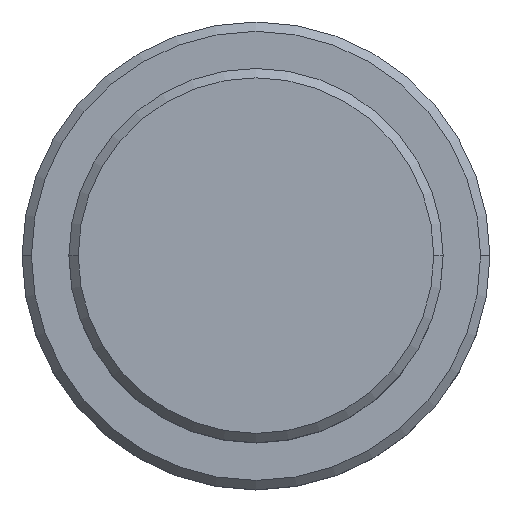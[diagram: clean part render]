
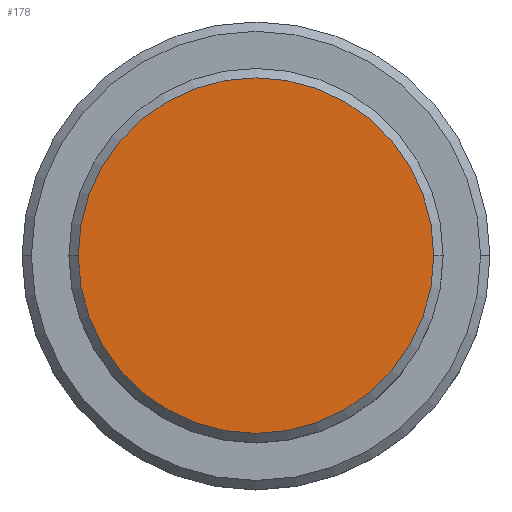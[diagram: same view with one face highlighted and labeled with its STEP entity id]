
A CAD part, top view. The second image highlights one B-rep face of the part: STEP entity #178.
In plain terms, the highlighted planar face has unit normal (0, 0, 1).
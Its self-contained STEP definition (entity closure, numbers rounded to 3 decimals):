
#41 = ORIENTED_EDGE ( 'NONE', *, *, #798, .T. ) ;
#57 = CIRCLE ( 'NONE', #1272, 9.5 ) ;
#91 = DIRECTION ( 'NONE',  ( 1., 0., 0. ) ) ;
#178 = ADVANCED_FACE ( 'NONE', ( #1409 ), #1187, .T. ) ;
#248 = DIRECTION ( 'NONE',  ( 1., 0., 0. ) ) ;
#264 = AXIS2_PLACEMENT_3D ( 'NONE', #1121, #335, #248 ) ;
#331 = VERTEX_POINT ( 'NONE', #459 ) ;
#335 = DIRECTION ( 'NONE',  ( 0., 0., 1. ) ) ;
#445 = CARTESIAN_POINT ( 'NONE',  ( 9.5, 0., 0. ) ) ;
#459 = CARTESIAN_POINT ( 'NONE',  ( -9.5, 0., 0. ) ) ;
#553 = EDGE_LOOP ( 'NONE', ( #41, #843 ) ) ;
#591 = EDGE_CURVE ( 'NONE', #1125, #331, #57, .T. ) ;
#623 = CARTESIAN_POINT ( 'NONE',  ( 0., 0., 0. ) ) ;
#656 = CARTESIAN_POINT ( 'NONE',  ( 0., 0., 0. ) ) ;
#745 = DIRECTION ( 'NONE',  ( 0., 0., 1. ) ) ;
#768 = DIRECTION ( 'NONE',  ( 0., 0., 1. ) ) ;
#798 = EDGE_CURVE ( 'NONE', #331, #1125, #882, .T. ) ;
#843 = ORIENTED_EDGE ( 'NONE', *, *, #591, .T. ) ;
#882 = CIRCLE ( 'NONE', #264, 9.5 ) ;
#1121 = CARTESIAN_POINT ( 'NONE',  ( 0., 0., 0. ) ) ;
#1125 = VERTEX_POINT ( 'NONE', #445 ) ;
#1178 = DIRECTION ( 'NONE',  ( 1., 0., 0. ) ) ;
#1187 = PLANE ( 'NONE',  #1289 ) ;
#1272 = AXIS2_PLACEMENT_3D ( 'NONE', #656, #745, #1178 ) ;
#1289 = AXIS2_PLACEMENT_3D ( 'NONE', #623, #768, #91 ) ;
#1409 = FACE_OUTER_BOUND ( 'NONE', #553, .T. ) ;
